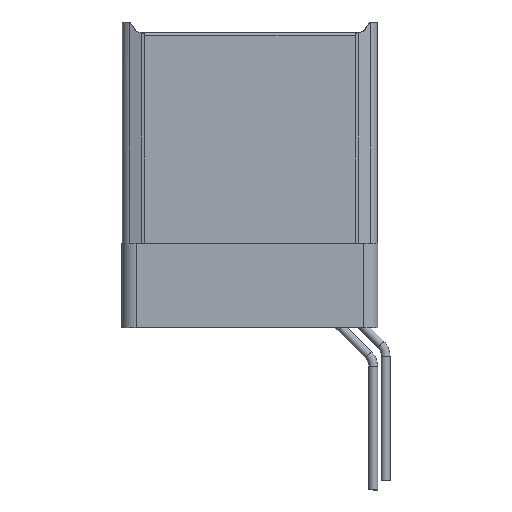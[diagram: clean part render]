
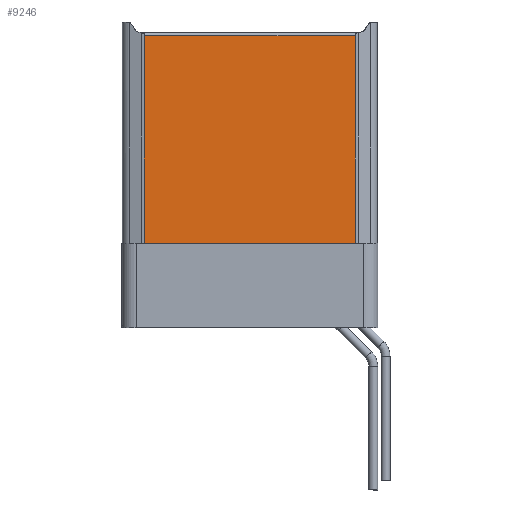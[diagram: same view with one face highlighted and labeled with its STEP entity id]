
A CAD part, front view. The second image highlights one B-rep face of the part: STEP entity #9246.
In plain terms, the highlighted planar face has unit normal (0, -1, 0).
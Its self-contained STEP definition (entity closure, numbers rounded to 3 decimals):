
#976=PLANE('',#9824);
#1202=FACE_OUTER_BOUND('',#1736,.T.);
#1736=EDGE_LOOP('',(#6490,#6491,#6492,#6493));
#2325=LINE('',#11921,#3100);
#2327=LINE('',#12055,#3102);
#2329=LINE('',#12063,#3104);
#2330=LINE('',#12064,#3105);
#3100=VECTOR('',#10343,10.);
#3102=VECTOR('',#10355,10.);
#3104=VECTOR('',#10363,10.);
#3105=VECTOR('',#10364,10.);
#3979=VERTEX_POINT('',#11915);
#3980=VERTEX_POINT('',#11920);
#3985=VERTEX_POINT('',#12054);
#3988=VERTEX_POINT('',#12062);
#4958=EDGE_CURVE('',#3979,#3980,#2325,.T.);
#4966=EDGE_CURVE('',#3980,#3985,#2327,.T.);
#4970=EDGE_CURVE('',#3988,#3979,#2329,.T.);
#4971=EDGE_CURVE('',#3985,#3988,#2330,.T.);
#6490=ORIENTED_EDGE('',*,*,#4958,.F.);
#6491=ORIENTED_EDGE('',*,*,#4970,.F.);
#6492=ORIENTED_EDGE('',*,*,#4971,.F.);
#6493=ORIENTED_EDGE('',*,*,#4966,.F.);
#9246=ADVANCED_FACE('',(#1202),#976,.T.);
#9824=AXIS2_PLACEMENT_3D('',#12061,#10361,#10362);
#10343=DIRECTION('',(1.,0.,0.));
#10355=DIRECTION('',(0.,0.,-1.));
#10361=DIRECTION('center_axis',(0.,-1.,0.));
#10362=DIRECTION('ref_axis',(1.,0.,0.));
#10363=DIRECTION('',(0.,0.,1.));
#10364=DIRECTION('',(-1.,0.,0.));
#11915=CARTESIAN_POINT('',(-12.817,-2.535,35.25));
#11920=CARTESIAN_POINT('',(12.817,-2.535,35.25));
#11921=CARTESIAN_POINT('',(-0.901,-2.535,35.25));
#12054=CARTESIAN_POINT('',(12.817,-2.535,6.7));
#12055=CARTESIAN_POINT('',(12.817,-2.535,0.));
#12061=CARTESIAN_POINT('Origin',(-15.5,-2.535,0.));
#12062=CARTESIAN_POINT('',(-12.817,-2.535,6.7));
#12063=CARTESIAN_POINT('',(-12.817,-2.535,0.));
#12064=CARTESIAN_POINT('',(-15.5,-2.535,6.7));
